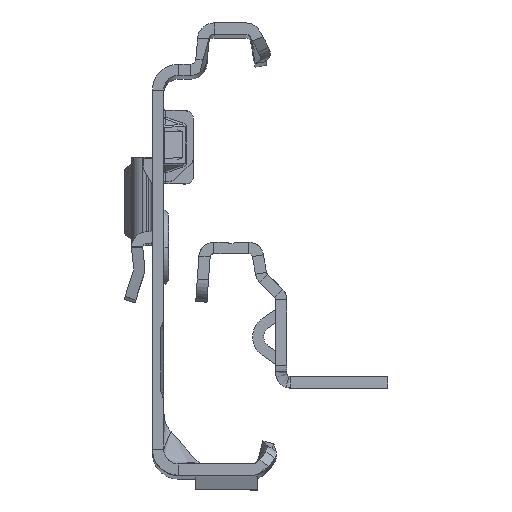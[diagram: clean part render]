
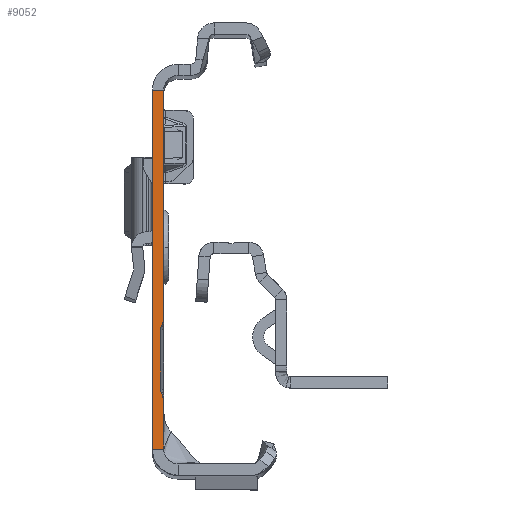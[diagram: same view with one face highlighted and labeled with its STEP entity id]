
A CAD part, top view. The second image highlights one B-rep face of the part: STEP entity #9052.
In plain terms, the highlighted planar face has unit normal (0, 0, 1).
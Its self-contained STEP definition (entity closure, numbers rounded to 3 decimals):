
#307 = CARTESIAN_POINT ( 'NONE',  ( 0., 24.135, 0. ) ) ;
#381 = DIRECTION ( 'NONE',  ( -1., 0., 0. ) ) ;
#512 = DIRECTION ( 'NONE',  ( 1., 0., 0. ) ) ;
#626 = VECTOR ( 'NONE', #8488, 1000. ) ;
#720 = VECTOR ( 'NONE', #11798, 1000. ) ;
#2247 = EDGE_CURVE ( 'NONE', #7317, #17245, #20483, .T. ) ;
#2413 = LINE ( 'NONE', #19040, #15965 ) ;
#2479 = ORIENTED_EDGE ( 'NONE', *, *, #19242, .F. ) ;
#2487 = CARTESIAN_POINT ( 'NONE',  ( -0.234, -9.288, 0. ) ) ;
#2673 = DIRECTION ( 'NONE',  ( -1., 0., 0. ) ) ;
#2734 = FACE_OUTER_BOUND ( 'NONE', #4251, .T. ) ;
#2893 = CARTESIAN_POINT ( 'NONE',  ( -0.234, -18.442, 0. ) ) ;
#2980 = DIRECTION ( 'NONE',  ( 1., 0., 0. ) ) ;
#3121 = DIRECTION ( 'NONE',  ( 0.423, -0.906, 0. ) ) ;
#3255 = DIRECTION ( 'NONE',  ( 0., -1., 0. ) ) ;
#3435 = ORIENTED_EDGE ( 'NONE', *, *, #21787, .T. ) ;
#3473 = LINE ( 'NONE', #18070, #720 ) ;
#4243 = CARTESIAN_POINT ( 'NONE',  ( -1.5, 22.135, 0. ) ) ;
#4251 = EDGE_LOOP ( 'NONE', ( #23486, #10663, #15709, #3435, #2479, #14832, #12915, #16568, #5297, #21423, #20084, #6141 ) ) ;
#4634 = EDGE_CURVE ( 'NONE', #26804, #11565, #10907, .T. ) ;
#4734 = CARTESIAN_POINT ( 'NONE',  ( 0.6, -9.865, 0. ) ) ;
#5297 = ORIENTED_EDGE ( 'NONE', *, *, #9451, .F. ) ;
#5305 = CARTESIAN_POINT ( 'NONE',  ( 0.6, -17.865, 0. ) ) ;
#5863 = EDGE_CURVE ( 'NONE', #10731, #8473, #10418, .T. ) ;
#6072 = VERTEX_POINT ( 'NONE', #13929 ) ;
#6141 = ORIENTED_EDGE ( 'NONE', *, *, #5863, .F. ) ;
#6376 = CARTESIAN_POINT ( 'NONE',  ( -0.306, -18.288, 0. ) ) ;
#6448 = CARTESIAN_POINT ( 'NONE',  ( -0.4, -9.865, 0. ) ) ;
#6992 = CARTESIAN_POINT ( 'NONE',  ( 0., 22.135, 0. ) ) ;
#7292 = CIRCLE ( 'NONE', #19906, 2.5 ) ;
#7317 = VERTEX_POINT ( 'NONE', #6448 ) ;
#7377 = CARTESIAN_POINT ( 'NONE',  ( -1.5, 24.135, 0. ) ) ;
#7676 = CARTESIAN_POINT ( 'NONE',  ( 0., -25.865, 0. ) ) ;
#7917 = AXIS2_PLACEMENT_3D ( 'NONE', #9019, #19354, #11180 ) ;
#8373 = VECTOR ( 'NONE', #26213, 1000. ) ;
#8473 = VERTEX_POINT ( 'NONE', #23479 ) ;
#8488 = DIRECTION ( 'NONE',  ( 0., -1., 0. ) ) ;
#8966 = CARTESIAN_POINT ( 'NONE',  ( -2.5, -19.499, 0. ) ) ;
#9019 = CARTESIAN_POINT ( 'NONE',  ( -2.5, -8.231, 0. ) ) ;
#9052 = ADVANCED_FACE ( 'NONE', ( #2734 ), #23718, .T. ) ;
#9451 = EDGE_CURVE ( 'NONE', #17245, #19192, #19083, .T. ) ;
#9642 = VECTOR ( 'NONE', #3121, 1000. ) ;
#9880 = VERTEX_POINT ( 'NONE', #24343 ) ;
#10418 = LINE ( 'NONE', #25806, #15008 ) ;
#10504 = DIRECTION ( 'NONE',  ( -1., 0., 0. ) ) ;
#10663 = ORIENTED_EDGE ( 'NONE', *, *, #18305, .F. ) ;
#10731 = VERTEX_POINT ( 'NONE', #2487 ) ;
#10907 = LINE ( 'NONE', #307, #626 ) ;
#11180 = DIRECTION ( 'NONE',  ( -1., 0., 0. ) ) ;
#11461 = VERTEX_POINT ( 'NONE', #2893 ) ;
#11565 = VERTEX_POINT ( 'NONE', #7676 ) ;
#11798 = DIRECTION ( 'NONE',  ( 0., -1., 0. ) ) ;
#12156 = CARTESIAN_POINT ( 'NONE',  ( -0.4, -9.865, 0. ) ) ;
#12915 = ORIENTED_EDGE ( 'NONE', *, *, #19335, .F. ) ;
#13639 = DIRECTION ( 'NONE',  ( 0., -1., 0. ) ) ;
#13761 = CARTESIAN_POINT ( 'NONE',  ( -0.4, -17.865, 0. ) ) ;
#13929 = CARTESIAN_POINT ( 'NONE',  ( -1.5, -25.865, 0. ) ) ;
#14163 = EDGE_CURVE ( 'NONE', #9880, #10731, #19646, .T. ) ;
#14193 = EDGE_CURVE ( 'NONE', #19192, #11461, #15121, .T. ) ;
#14380 = CIRCLE ( 'NONE', #17863, 1. ) ;
#14832 = ORIENTED_EDGE ( 'NONE', *, *, #4634, .F. ) ;
#15008 = VECTOR ( 'NONE', #15035, 1000. ) ;
#15035 = DIRECTION ( 'NONE',  ( -0.423, -0.906, 0. ) ) ;
#15121 = LINE ( 'NONE', #19764, #9642 ) ;
#15243 = VECTOR ( 'NONE', #3255, 1000. ) ;
#15709 = ORIENTED_EDGE ( 'NONE', *, *, #21416, .T. ) ;
#15965 = VECTOR ( 'NONE', #381, 1000. ) ;
#16568 = ORIENTED_EDGE ( 'NONE', *, *, #14193, .F. ) ;
#16756 = LINE ( 'NONE', #20744, #17841 ) ;
#17245 = VERTEX_POINT ( 'NONE', #13761 ) ;
#17526 = DIRECTION ( 'NONE',  ( 0., 0., 1. ) ) ;
#17775 = AXIS2_PLACEMENT_3D ( 'NONE', #5305, #19213, #2980 ) ;
#17841 = VECTOR ( 'NONE', #10504, 1000. ) ;
#17863 = AXIS2_PLACEMENT_3D ( 'NONE', #4734, #17526, #2673 ) ;
#18070 = CARTESIAN_POINT ( 'NONE',  ( 0., 24.135, 0. ) ) ;
#18141 = AXIS2_PLACEMENT_3D ( 'NONE', #7377, #21820, #13639 ) ;
#18305 = EDGE_CURVE ( 'NONE', #24734, #9880, #3473, .T. ) ;
#19040 = CARTESIAN_POINT ( 'NONE',  ( 0., -25.865, 0. ) ) ;
#19083 = CIRCLE ( 'NONE', #17775, 1. ) ;
#19192 = VERTEX_POINT ( 'NONE', #6376 ) ;
#19213 = DIRECTION ( 'NONE',  ( 0., 0., 1. ) ) ;
#19242 = EDGE_CURVE ( 'NONE', #11565, #6072, #2413, .T. ) ;
#19335 = EDGE_CURVE ( 'NONE', #11461, #26804, #7292, .T. ) ;
#19354 = DIRECTION ( 'NONE',  ( 0., 0., -1. ) ) ;
#19646 = CIRCLE ( 'NONE', #7917, 2.5 ) ;
#19764 = CARTESIAN_POINT ( 'NONE',  ( -0.234, -18.442, 0. ) ) ;
#19906 = AXIS2_PLACEMENT_3D ( 'NONE', #8966, #23917, #512 ) ;
#20084 = ORIENTED_EDGE ( 'NONE', *, *, #22819, .F. ) ;
#20483 = LINE ( 'NONE', #12156, #8373 ) ;
#20744 = CARTESIAN_POINT ( 'NONE',  ( 0., 22.135, 0. ) ) ;
#21416 = EDGE_CURVE ( 'NONE', #24734, #26018, #16756, .T. ) ;
#21423 = ORIENTED_EDGE ( 'NONE', *, *, #2247, .F. ) ;
#21787 = EDGE_CURVE ( 'NONE', #26018, #6072, #21804, .T. ) ;
#21804 = LINE ( 'NONE', #21943, #15243 ) ;
#21820 = DIRECTION ( 'NONE',  ( 0., 0., 1. ) ) ;
#21943 = CARTESIAN_POINT ( 'NONE',  ( -1.5, 24.135, 0. ) ) ;
#22298 = CARTESIAN_POINT ( 'NONE',  ( 0., -19.499, 0. ) ) ;
#22819 = EDGE_CURVE ( 'NONE', #8473, #7317, #14380, .T. ) ;
#23479 = CARTESIAN_POINT ( 'NONE',  ( -0.306, -9.443, 0. ) ) ;
#23486 = ORIENTED_EDGE ( 'NONE', *, *, #14163, .F. ) ;
#23718 = PLANE ( 'NONE',  #18141 ) ;
#23917 = DIRECTION ( 'NONE',  ( 0., 0., -1. ) ) ;
#24343 = CARTESIAN_POINT ( 'NONE',  ( 0., -8.231, 0. ) ) ;
#24734 = VERTEX_POINT ( 'NONE', #6992 ) ;
#25806 = CARTESIAN_POINT ( 'NONE',  ( -0.234, -9.288, 0. ) ) ;
#26018 = VERTEX_POINT ( 'NONE', #4243 ) ;
#26213 = DIRECTION ( 'NONE',  ( 0., -1., 0. ) ) ;
#26804 = VERTEX_POINT ( 'NONE', #22298 ) ;
